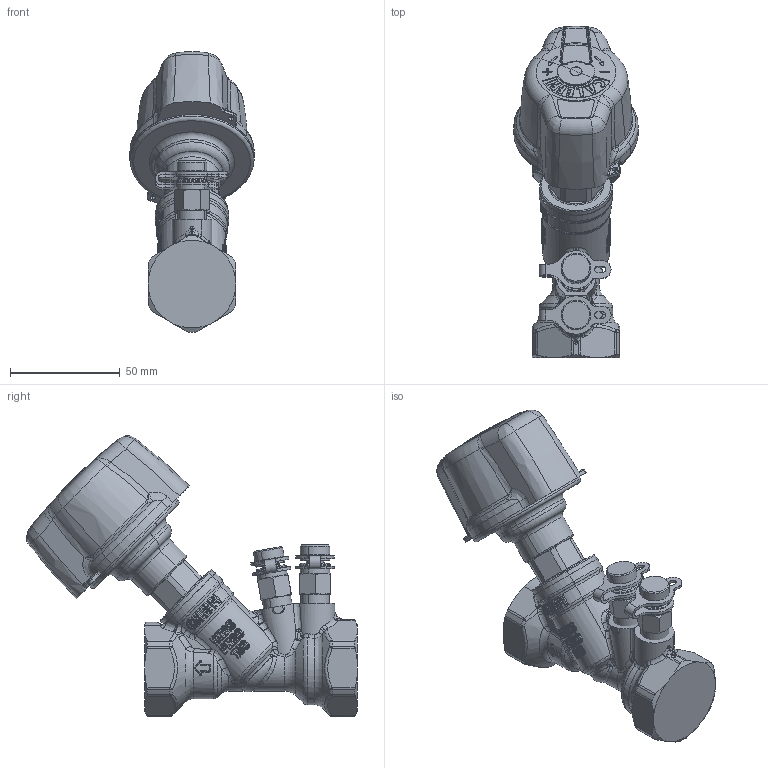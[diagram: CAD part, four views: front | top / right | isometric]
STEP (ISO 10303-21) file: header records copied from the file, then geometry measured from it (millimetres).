
FILE_DESCRIPTION(('CATIA V5 STEP Exchange','CAx-IF Rec.Pracs.--- Model Styling and Organization---1.4--- 2014-01-23','CAx-IF Rec.Pracs.---3D Tessellated Data Validation Properties---0.5---2014-09-14'),'2;1');
FILE_NAME('STEP_130600_-_TST.stp','2020-02-27T13:58:10+00:00',('none'),('none'),'CATIA Version 5-6 Release 2019 SP3','CATIA V5 STEP AP242 v1','none');
FILE_SCHEMA(('AP242_MANAGED_MODEL_BASED_3D_ENGINEERING_MIM_LF {1 0 10303 442 1 1 4}'));
Products named in the file (1): 130600 - TST
Bounding box: 56.77 x 150.86 x 127.92 mm (x, y, z)
Volume: 262317.9 mm3; surface area: 45867.7 mm2
Topology: 7 solids, 7 shells, 3213 faces, 7448 edges, 4027 vertices
Faces by surface type: bspline 1672, cylinder 569, plane 282, torus 275, sphere 274, cone 121, revolution 10, extrusion 10
Entity records: 198877 total; most frequent: CARTESIAN_POINT 142147, ORIENTED_EDGE 14302, EDGE_CURVE 7151, DIRECTION 5105, B_SPLINE_CURVE_WITH_KNOTS 4654, VERTEX_POINT 4027, EDGE_LOOP 3304, ADVANCED_FACE 3213
